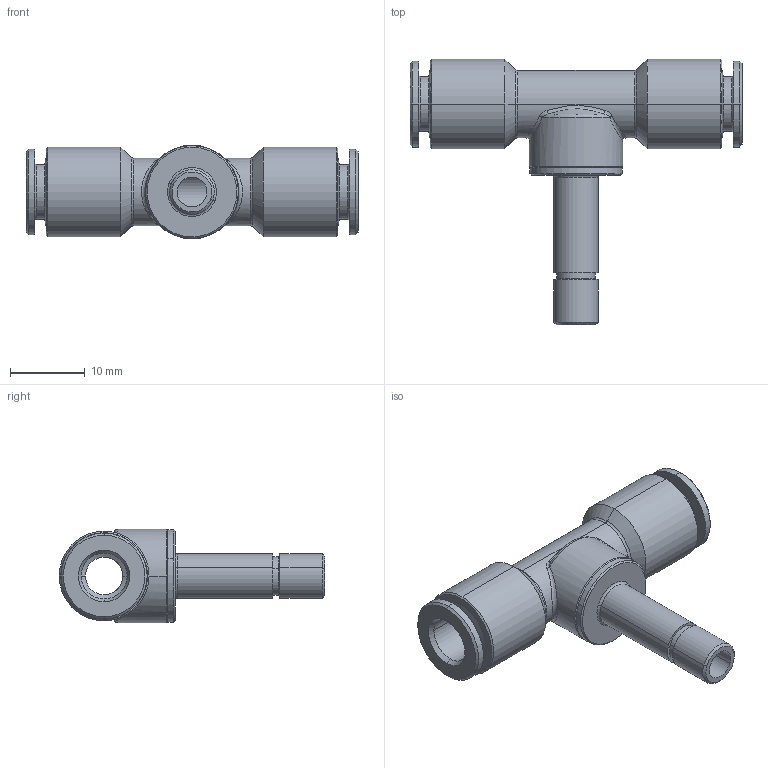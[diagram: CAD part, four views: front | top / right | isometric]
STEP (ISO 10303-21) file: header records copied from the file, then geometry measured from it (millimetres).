
FILE_DESCRIPTION (( 'STEP AP203' ), '1' );
FILE_NAME ('A0343030.STEP', '2009-04-09T09:53:42', ( '' ), ( 'sopra-pneumatic' ), 'SwSTEP 2.0', 'SolidWorks 2009', '' );
FILE_SCHEMA (( 'CONFIG_CONTROL_DESIGN' ));
Length unit declared in the file: millimetre
Products named in the file (1): A0343030
Bounding box: 44.4 x 35.5 x 12.5 mm (x, y, z)
Volume: 3693.6 mm3; surface area: 3675.3 mm2
Topology: 1 solids, 1 shells, 96 faces, 208 edges, 122 vertices
Faces by surface type: cone 38, cylinder 32, plane 10, torus 8, bspline 8
Entity records: 3185 total; most frequent: CARTESIAN_POINT 987, DIRECTION 486, ORIENTED_EDGE 416, AXIS2_PLACEMENT_3D 209, EDGE_CURVE 208, VERTEX_POINT 122, CIRCLE 120, EDGE_LOOP 108
